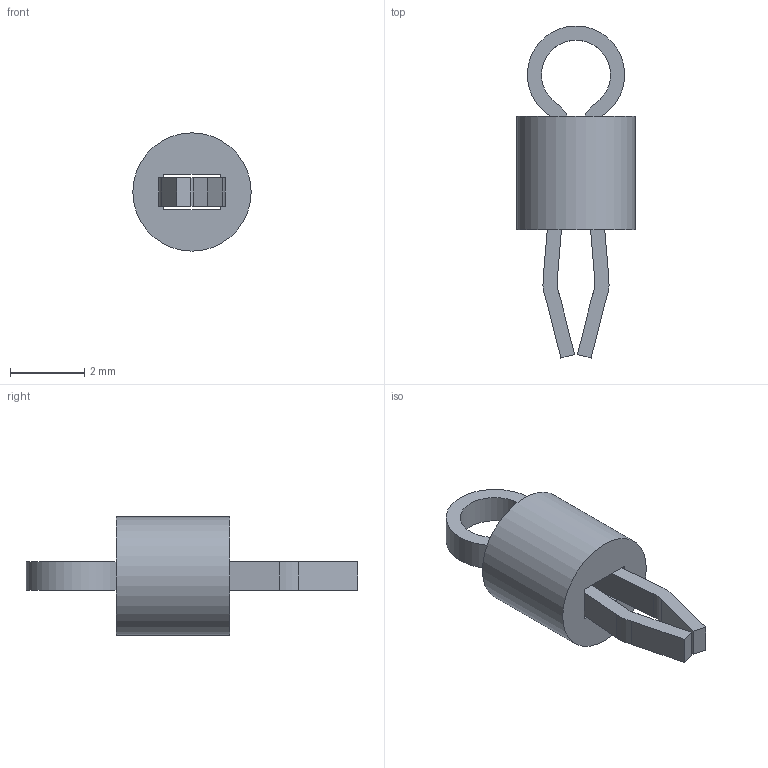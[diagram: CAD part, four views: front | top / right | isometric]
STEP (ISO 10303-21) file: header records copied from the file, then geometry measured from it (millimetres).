
FILE_DESCRIPTION (( 'STEP AP214' ), '1' );
FILE_NAME ('5275.STEP', '2019-11-06T16:46:46', ( '' ), ( '' ), 'SwSTEP 2.0', 'SolidWorks 2013', '' );
FILE_SCHEMA (( 'AUTOMOTIVE_DESIGN' ));
Length unit declared in the file: inch
Products named in the file (1): 5275
Bounding box: 3.17 x 8.92 x 3.17 mm (x, y, z)
Volume: 25.2 mm3; surface area: 103.2 mm2
Topology: 2 solids, 2 shells, 33 faces, 87 edges, 58 vertices
Faces by surface type: plane 18, cylinder 15
Full cylindrical faces by diameter (mm): 3.175 x1
Entity records: 1510 total; most frequent: DIRECTION 184, CARTESIAN_POINT 178, ORIENTED_EDGE 172, EDGE_CURVE 86, AXIS2_PLACEMENT_3D 64, VERTEX_POINT 58, VECTOR 56, LINE 56
